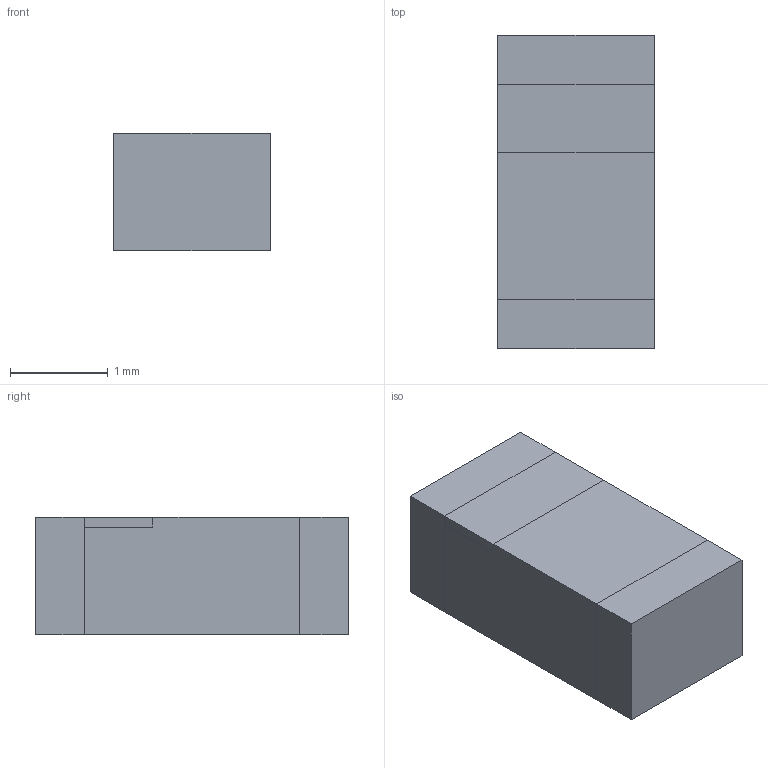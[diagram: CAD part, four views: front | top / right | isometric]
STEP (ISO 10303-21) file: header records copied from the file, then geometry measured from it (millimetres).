
FILE_DESCRIPTION(/* description */ (''),/* implementation_level */ '2;1');
FILE_NAME(/* name */ 'AMCA31-2R450G-SIF-T3 v1.step',/* time_stamp */ '2025-10-03T09:35:51-04:00',/* author */ (''),/* organization */ (''),/* preprocessor_version */ 'ST-DEVELOPER v20.1',/* originating_system */ 'Autodesk Translation Framework v14.17.0.0',/* authorisation */ '');
FILE_SCHEMA (('AUTOMOTIVE_DESIGN { 1 0 10303 214 3 1 1 }'));
Length unit declared in the file: millimetre
Products named in the file (1): AMCA31-2R450G-SIF-T3
Bounding box: 1.6 x 3.2 x 1.2 mm (x, y, z)
Volume: 6.1 mm3; surface area: 32 mm2
Topology: 4 solids, 4 shells, 26 faces, 54 edges, 36 vertices
Faces by surface type: plane 26
Entity records: 722 total; most frequent: CARTESIAN_POINT 117, ORIENTED_EDGE 108, DIRECTION 108, LINE 54, VECTOR 54, EDGE_CURVE 54, VERTEX_POINT 36, AXIS2_PLACEMENT_3D 27
